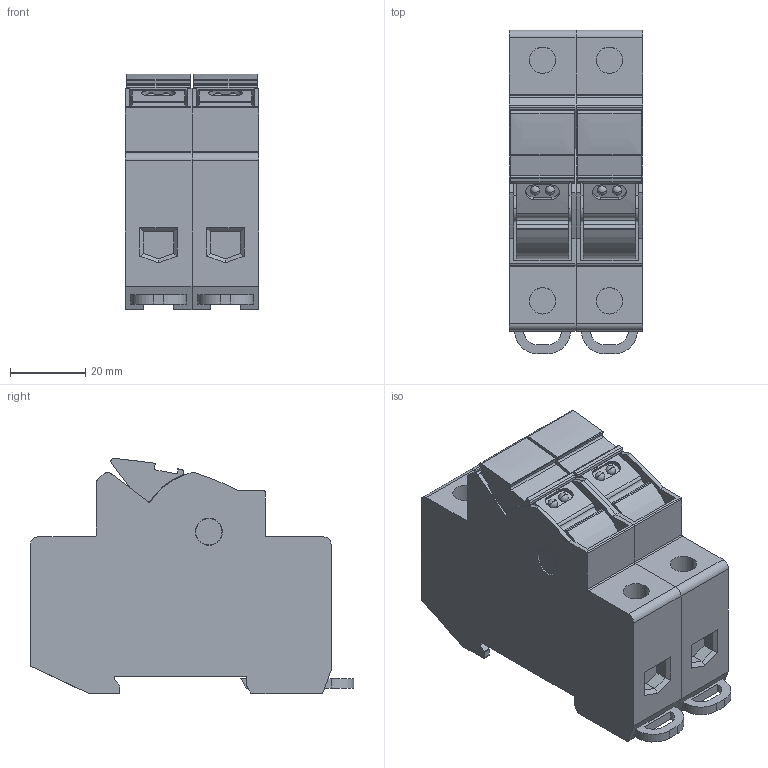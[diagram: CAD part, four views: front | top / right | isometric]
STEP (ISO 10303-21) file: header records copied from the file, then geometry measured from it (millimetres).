
FILE_DESCRIPTION(('CATIA V5R22 STEP214','CAx-IF Rec.Pracs.--- Model Styling and Organization---1.4--- 2014-01-23'),'2;1');
FILE_NAME ('D1452040_0', '2020-06-02T08:59:16+00:00', ('Weidmueller Interface'), ('Weidmueller'), 'CATIA Version 5-6 Release 2016 SP3 HF44', 'CATIA V5 STEP AP214', 'none');
FILE_SCHEMA(('AUTOMOTIVE_DESIGN { 1 0 10303 214 1 1 1 1 }'));
Length unit declared in the file: millimetre
Products named in the file (1): WSI_25-2_CC-LED
Bounding box: 35.6 x 86 x 62.63 mm (x, y, z)
Volume: 124331.9 mm3; surface area: 39497.1 mm2
Topology: 10 solids, 10 shells, 342 faces, 918 edges, 600 vertices
Faces by surface type: plane 204, cylinder 98, extrusion 32, sphere 8
Entity records: 10535 total; most frequent: CARTESIAN_POINT 2459, ORIENTED_EDGE 1820, DIRECTION 1310, EDGE_CURVE 910, VECTOR 622, VERTEX_POINT 600, LINE 590, AXIS2_PLACEMENT_3D 447
